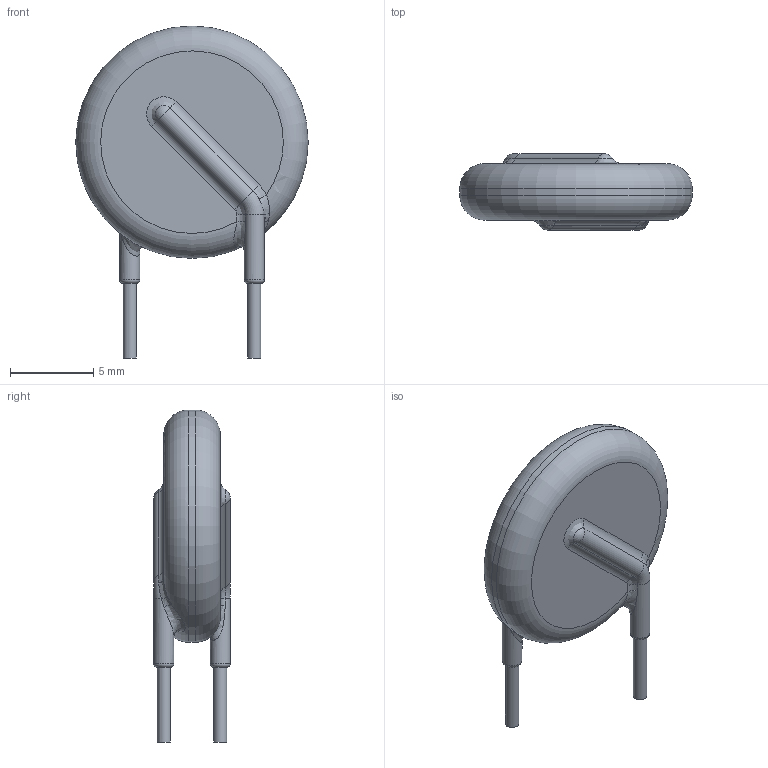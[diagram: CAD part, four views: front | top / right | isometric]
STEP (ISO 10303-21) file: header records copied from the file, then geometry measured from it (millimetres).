
FILE_DESCRIPTION(('FreeCAD Model'),'2;1');
FILE_NAME('TVR14XXX.stp','2019-04-08T07:33:43',('Author'),(''), 'Open CASCADE STEP processor 7.2','FreeCAD','Unknown');
FILE_SCHEMA(('AUTOMOTIVE_DESIGN { 1 0 10303 214 1 1 1 1 }'));
Length unit declared in the file: millimetre
Products named in the file (3): Leads-001; Case-TVR14XXX; Leads-002
Bounding box: 14 x 4.6 x 20 mm (x, y, z)
Volume: 507.7 mm3; surface area: 455.9 mm2
Topology: 3 solids, 3 shells, 41 faces, 83 edges, 48 vertices
Faces by surface type: cylinder 13, bspline 12, plane 8, torus 6, sphere 2
Full cylindrical faces by diameter (mm): 0.8 x2, 1.2 x2, 14 x1
Entity records: 4271 total; most frequent: CARTESIAN_POINT 2738, DIRECTION 223, ORIENTED_EDGE 166, PCURVE 166, DEFINITIONAL_REPRESENTATION 166, LINE 89, VECTOR 89, B_SPLINE_CURVE_WITH_KNOTS 84
